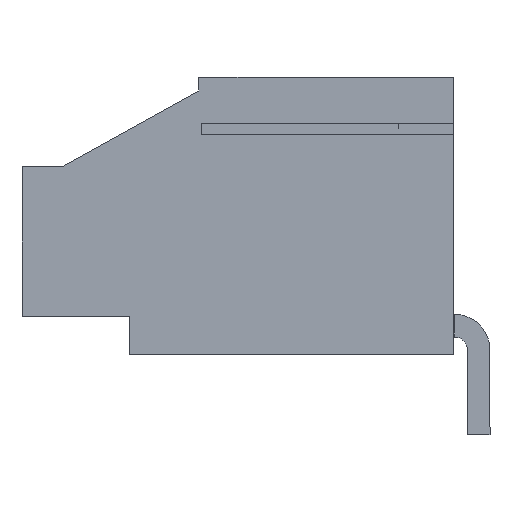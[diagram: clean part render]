
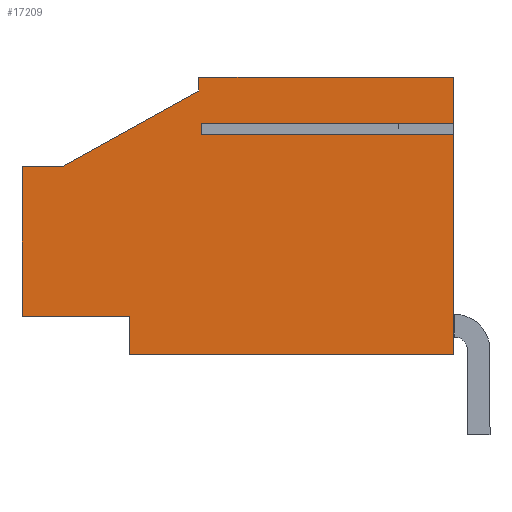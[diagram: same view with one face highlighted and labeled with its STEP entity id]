
A CAD part, left-side view. The second image highlights one B-rep face of the part: STEP entity #17209.
In plain terms, the highlighted planar face has unit normal (-1, 0, 0).
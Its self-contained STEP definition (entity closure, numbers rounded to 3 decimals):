
#17173=AXIS2_PLACEMENT_3D('Plane Axis2P3D',#17170,#17171,#17172) ;
#16755=CARTESIAN_POINT('Vertex',(-15.24,18.57,11.963)) ;
#16762=CARTESIAN_POINT('Vertex',(-15.24,18.57,6.022)) ;
#16765=CARTESIAN_POINT('Line Origine',(-15.24,18.57,8.992)) ;
#16798=CARTESIAN_POINT('Vertex',(-15.24,16.958,11.963)) ;
#16801=CARTESIAN_POINT('Line Origine',(-15.24,17.764,11.963)) ;
#16822=CARTESIAN_POINT('Vertex',(-15.24,11.55,14.961)) ;
#16825=CARTESIAN_POINT('Line Origine',(-15.24,14.254,13.462)) ;
#16849=CARTESIAN_POINT('Line Origine',(-15.24,11.55,15.239)) ;
#16853=CARTESIAN_POINT('Vertex',(-15.24,11.55,15.517)) ;
#16873=CARTESIAN_POINT('Line Origine',(-15.24,6.5,15.517)) ;
#16877=CARTESIAN_POINT('Vertex',(-15.24,1.45,15.517)) ;
#16915=CARTESIAN_POINT('Vertex',(-15.24,1.45,13.692)) ;
#16957=CARTESIAN_POINT('Vertex',(-15.24,1.45,13.242)) ;
#16960=CARTESIAN_POINT('Line Origine',(-15.24,1.45,8.879)) ;
#16964=CARTESIAN_POINT('Vertex',(-15.24,1.45,4.517)) ;
#16972=CARTESIAN_POINT('Line Origine',(-15.24,1.45,14.604)) ;
#17063=CARTESIAN_POINT('Vertex',(-15.24,14.3,4.517)) ;
#17081=CARTESIAN_POINT('Line Origine',(-15.24,7.875,4.517)) ;
#17114=CARTESIAN_POINT('Vertex',(-15.24,14.3,6.022)) ;
#17117=CARTESIAN_POINT('Line Origine',(-15.24,14.3,5.269)) ;
#17158=CARTESIAN_POINT('Line Origine',(-15.24,16.435,6.022)) ;
#17170=CARTESIAN_POINT('Axis2P3D Location',(-15.24,10.01,10.017)) ;
#17175=CARTESIAN_POINT('Line Origine',(-15.24,6.45,13.242)) ;
#17179=CARTESIAN_POINT('Vertex',(-15.24,11.45,13.242)) ;
#17182=CARTESIAN_POINT('Line Origine',(-15.24,11.45,13.467)) ;
#17186=CARTESIAN_POINT('Vertex',(-15.24,11.45,13.692)) ;
#17189=CARTESIAN_POINT('Line Origine',(-15.24,6.45,13.692)) ;
#16766=DIRECTION('Vector Direction',(0.,0.,1.)) ;
#16802=DIRECTION('Vector Direction',(0.,-1.,0.)) ;
#16826=DIRECTION('Vector Direction',(0.,-0.875,0.485)) ;
#16850=DIRECTION('Vector Direction',(0.,0.,-1.)) ;
#16874=DIRECTION('Vector Direction',(0.,1.,0.)) ;
#16961=DIRECTION('Vector Direction',(0.,0.,1.)) ;
#16973=DIRECTION('Vector Direction',(0.,0.,1.)) ;
#17082=DIRECTION('Vector Direction',(0.,1.,0.)) ;
#17118=DIRECTION('Vector Direction',(0.,0.,1.)) ;
#17159=DIRECTION('Vector Direction',(0.,-1.,0.)) ;
#17171=DIRECTION('Axis2P3D Direction',(-1.,0.,0.)) ;
#17172=DIRECTION('Axis2P3D XDirection',(0.,0.,1.)) ;
#17176=DIRECTION('Vector Direction',(0.,1.,0.)) ;
#17183=DIRECTION('Vector Direction',(0.,0.,1.)) ;
#17190=DIRECTION('Vector Direction',(0.,1.,0.)) ;
#16767=VECTOR('Line Direction',#16766,1.) ;
#16803=VECTOR('Line Direction',#16802,1.) ;
#16827=VECTOR('Line Direction',#16826,1.) ;
#16851=VECTOR('Line Direction',#16850,1.) ;
#16875=VECTOR('Line Direction',#16874,1.) ;
#16962=VECTOR('Line Direction',#16961,1.) ;
#16974=VECTOR('Line Direction',#16973,1.) ;
#17083=VECTOR('Line Direction',#17082,1.) ;
#17119=VECTOR('Line Direction',#17118,1.) ;
#17160=VECTOR('Line Direction',#17159,1.) ;
#17177=VECTOR('Line Direction',#17176,1.) ;
#17184=VECTOR('Line Direction',#17183,1.) ;
#17191=VECTOR('Line Direction',#17190,1.) ;
#17195=ORIENTED_EDGE('',*,*,#16976,.T.) ;
#17196=ORIENTED_EDGE('',*,*,#16879,.T.) ;
#17197=ORIENTED_EDGE('',*,*,#16855,.T.) ;
#17198=ORIENTED_EDGE('',*,*,#16829,.F.) ;
#17199=ORIENTED_EDGE('',*,*,#16805,.F.) ;
#17200=ORIENTED_EDGE('',*,*,#16769,.F.) ;
#17201=ORIENTED_EDGE('',*,*,#17162,.T.) ;
#17202=ORIENTED_EDGE('',*,*,#17121,.F.) ;
#17203=ORIENTED_EDGE('',*,*,#17085,.F.) ;
#17204=ORIENTED_EDGE('',*,*,#16966,.T.) ;
#17205=ORIENTED_EDGE('',*,*,#17181,.T.) ;
#17206=ORIENTED_EDGE('',*,*,#17188,.T.) ;
#17207=ORIENTED_EDGE('',*,*,#17193,.F.) ;
#17209=ADVANCED_FACE('8',(#17208),#17174,.T.) ;
#16769=EDGE_CURVE('',#16763,#16756,#16768,.T.) ;
#16805=EDGE_CURVE('',#16756,#16799,#16804,.T.) ;
#16829=EDGE_CURVE('',#16799,#16823,#16828,.T.) ;
#16855=EDGE_CURVE('',#16854,#16823,#16852,.T.) ;
#16879=EDGE_CURVE('',#16878,#16854,#16876,.T.) ;
#16966=EDGE_CURVE('',#16965,#16958,#16963,.T.) ;
#16976=EDGE_CURVE('',#16916,#16878,#16975,.T.) ;
#17085=EDGE_CURVE('',#16965,#17064,#17084,.T.) ;
#17121=EDGE_CURVE('',#17064,#17115,#17120,.T.) ;
#17162=EDGE_CURVE('',#16763,#17115,#17161,.T.) ;
#17181=EDGE_CURVE('',#16958,#17180,#17178,.T.) ;
#17188=EDGE_CURVE('',#17180,#17187,#17185,.T.) ;
#17193=EDGE_CURVE('',#16916,#17187,#17192,.T.) ;
#17194=EDGE_LOOP('',(#17195,#17196,#17197,#17198,#17199,#17200,#17201,#17202,#17203,#17204,#17205,#17206,#17207)) ;
#17208=FACE_OUTER_BOUND('',#17194,.T.) ;
#16768=LINE('Line',#16765,#16767) ;
#16804=LINE('Line',#16801,#16803) ;
#16828=LINE('Line',#16825,#16827) ;
#16852=LINE('Line',#16849,#16851) ;
#16876=LINE('Line',#16873,#16875) ;
#16963=LINE('Line',#16960,#16962) ;
#16975=LINE('Line',#16972,#16974) ;
#17084=LINE('Line',#17081,#17083) ;
#17120=LINE('Line',#17117,#17119) ;
#17161=LINE('Line',#17158,#17160) ;
#17178=LINE('Line',#17175,#17177) ;
#17185=LINE('Line',#17182,#17184) ;
#17192=LINE('Line',#17189,#17191) ;
#17174=PLANE('',#17173) ;
#16756=VERTEX_POINT('',#16755) ;
#16763=VERTEX_POINT('',#16762) ;
#16799=VERTEX_POINT('',#16798) ;
#16823=VERTEX_POINT('',#16822) ;
#16854=VERTEX_POINT('',#16853) ;
#16878=VERTEX_POINT('',#16877) ;
#16916=VERTEX_POINT('',#16915) ;
#16958=VERTEX_POINT('',#16957) ;
#16965=VERTEX_POINT('',#16964) ;
#17064=VERTEX_POINT('',#17063) ;
#17115=VERTEX_POINT('',#17114) ;
#17180=VERTEX_POINT('',#17179) ;
#17187=VERTEX_POINT('',#17186) ;
